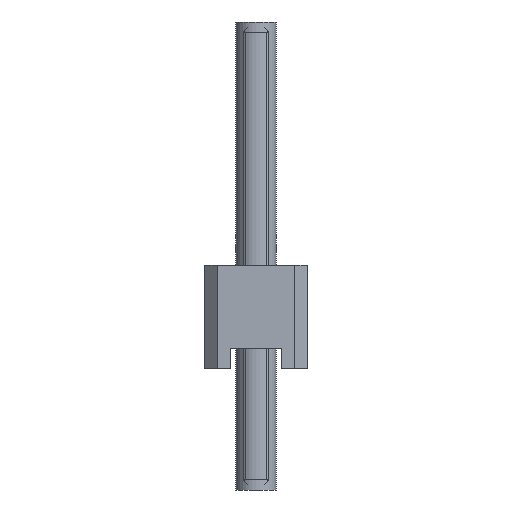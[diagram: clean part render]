
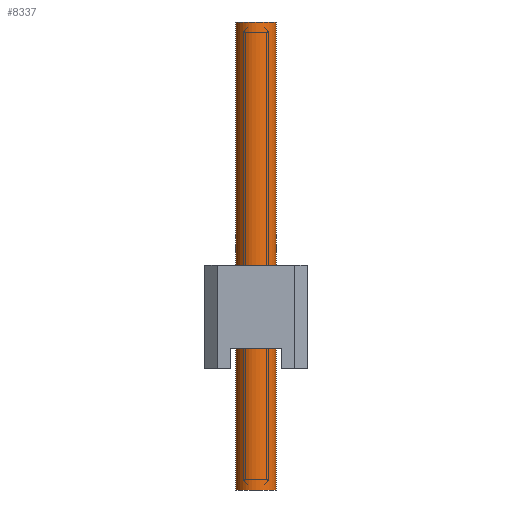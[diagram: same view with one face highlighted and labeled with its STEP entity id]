
A CAD part, left-side view. The second image highlights one B-rep face of the part: STEP entity #8337.
In plain terms, the highlighted cylindrical face has radius 0.5 mm (diameter 1 mm), a full revolution.
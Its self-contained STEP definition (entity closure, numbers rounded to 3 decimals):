
#135=CIRCLE('',#8808,0.5);
#136=CIRCLE('',#8809,0.5);
#372=CYLINDRICAL_SURFACE('',#8807,0.5);
#597=ORIENTED_EDGE('',*,*,#3035,.F.);
#598=ORIENTED_EDGE('',*,*,#3036,.T.);
#3035=EDGE_CURVE('',#4263,#4263,#135,.T.);
#3036=EDGE_CURVE('',#4264,#4264,#136,.T.);
#4263=VERTEX_POINT('',#11948);
#4264=VERTEX_POINT('',#11950);
#7083=EDGE_LOOP('',(#597));
#7084=EDGE_LOOP('',(#598));
#7559=FACE_BOUND('',#7083,.T.);
#7560=FACE_BOUND('',#7084,.T.);
#8337=ADVANCED_FACE('',(#7559,#7560),#372,.F.);
#8807=AXIS2_PLACEMENT_3D('',#11946,#9565,#9566);
#8808=AXIS2_PLACEMENT_3D('',#11947,#9567,#9568);
#8809=AXIS2_PLACEMENT_3D('',#11949,#9569,#9570);
#9565=DIRECTION('',(0.,0.,1.));
#9566=DIRECTION('',(1.,0.,0.));
#9567=DIRECTION('',(0.,0.,-1.));
#9568=DIRECTION('',(1.,0.,0.));
#9569=DIRECTION('',(0.,0.,-1.));
#9570=DIRECTION('',(1.,0.,0.));
#11946=CARTESIAN_POINT('',(0.,0.,0.));
#11947=CARTESIAN_POINT('',(0.,0.,11.54));
#11948=CARTESIAN_POINT('',(0.5,0.,11.54));
#11949=CARTESIAN_POINT('',(0.,0.,0.));
#11950=CARTESIAN_POINT('',(0.5,0.,0.));
